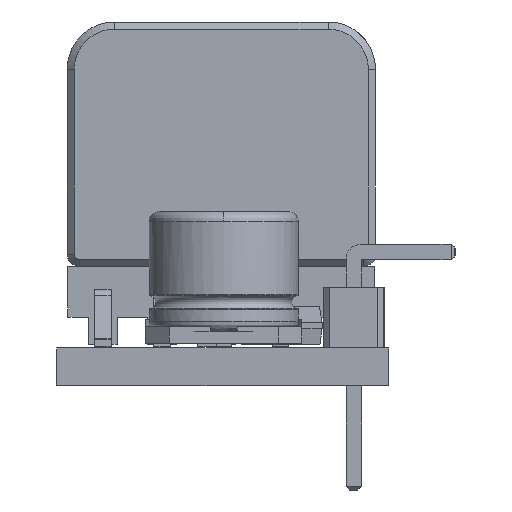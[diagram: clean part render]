
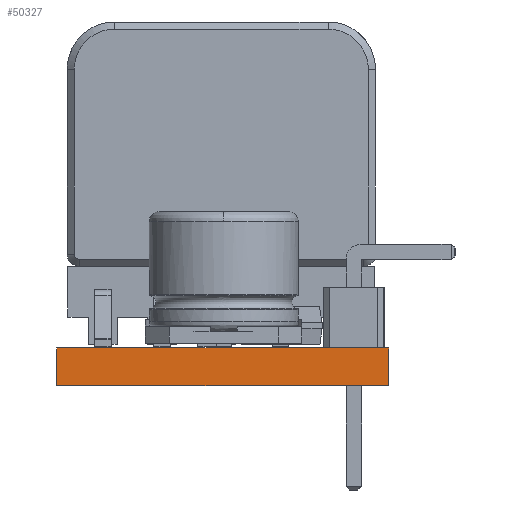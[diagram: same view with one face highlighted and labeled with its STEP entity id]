
A CAD part, left-side view. The second image highlights one B-rep face of the part: STEP entity #50327.
In plain terms, the highlighted planar face has unit normal (-1, 0, 0).
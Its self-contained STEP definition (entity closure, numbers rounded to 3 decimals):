
#50327 = ADVANCED_FACE('',(#50328),#50342,.T.);
#50328 = FACE_BOUND('',#50329,.T.);
#50329 = EDGE_LOOP('',(#50330,#50365,#50393,#50421));
#50330 = ORIENTED_EDGE('',*,*,#50331,.T.);
#50331 = EDGE_CURVE('',#50332,#50334,#50336,.T.);
#50332 = VERTEX_POINT('',#50333);
#50333 = CARTESIAN_POINT('',(0.,-14.,0.));
#50334 = VERTEX_POINT('',#50335);
#50335 = CARTESIAN_POINT('',(0.,-14.,1.6));
#50336 = SURFACE_CURVE('',#50337,(#50341,#50353),.PCURVE_S1.);
#50337 = LINE('',#50338,#50339);
#50338 = CARTESIAN_POINT('',(0.,-14.,0.));
#50339 = VECTOR('',#50340,1.);
#50340 = DIRECTION('',(0.,0.,1.));
#50341 = PCURVE('',#50342,#50347);
#50342 = PLANE('',#50343);
#50343 = AXIS2_PLACEMENT_3D('',#50344,#50345,#50346);
#50344 = CARTESIAN_POINT('',(0.,-14.,0.));
#50345 = DIRECTION('',(-1.,0.,0.));
#50346 = DIRECTION('',(0.,1.,0.));
#50347 = DEFINITIONAL_REPRESENTATION('',(#50348),#50352);
#50348 = LINE('',#50349,#50350);
#50349 = CARTESIAN_POINT('',(0.,0.));
#50350 = VECTOR('',#50351,1.);
#50351 = DIRECTION('',(0.,-1.));
#50352 = ( GEOMETRIC_REPRESENTATION_CONTEXT(2) 
PARAMETRIC_REPRESENTATION_CONTEXT() REPRESENTATION_CONTEXT('2D SPACE',''
  ) );
#50353 = PCURVE('',#50354,#50359);
#50354 = PLANE('',#50355);
#50355 = AXIS2_PLACEMENT_3D('',#50356,#50357,#50358);
#50356 = CARTESIAN_POINT('',(51.9,-14.,0.));
#50357 = DIRECTION('',(0.,-1.,0.));
#50358 = DIRECTION('',(-1.,0.,0.));
#50359 = DEFINITIONAL_REPRESENTATION('',(#50360),#50364);
#50360 = LINE('',#50361,#50362);
#50361 = CARTESIAN_POINT('',(51.9,0.));
#50362 = VECTOR('',#50363,1.);
#50363 = DIRECTION('',(0.,-1.));
#50364 = ( GEOMETRIC_REPRESENTATION_CONTEXT(2) 
PARAMETRIC_REPRESENTATION_CONTEXT() REPRESENTATION_CONTEXT('2D SPACE',''
  ) );
#50365 = ORIENTED_EDGE('',*,*,#50366,.T.);
#50366 = EDGE_CURVE('',#50334,#50367,#50369,.T.);
#50367 = VERTEX_POINT('',#50368);
#50368 = CARTESIAN_POINT('',(0.,0.,1.6));
#50369 = SURFACE_CURVE('',#50370,(#50374,#50381),.PCURVE_S1.);
#50370 = LINE('',#50371,#50372);
#50371 = CARTESIAN_POINT('',(0.,-14.,1.6));
#50372 = VECTOR('',#50373,1.);
#50373 = DIRECTION('',(0.,1.,0.));
#50374 = PCURVE('',#50342,#50375);
#50375 = DEFINITIONAL_REPRESENTATION('',(#50376),#50380);
#50376 = LINE('',#50377,#50378);
#50377 = CARTESIAN_POINT('',(0.,-1.6));
#50378 = VECTOR('',#50379,1.);
#50379 = DIRECTION('',(1.,0.));
#50380 = ( GEOMETRIC_REPRESENTATION_CONTEXT(2) 
PARAMETRIC_REPRESENTATION_CONTEXT() REPRESENTATION_CONTEXT('2D SPACE',''
  ) );
#50381 = PCURVE('',#50382,#50387);
#50382 = PLANE('',#50383);
#50383 = AXIS2_PLACEMENT_3D('',#50384,#50385,#50386);
#50384 = CARTESIAN_POINT('',(25.95,-7.,1.6));
#50385 = DIRECTION('',(-0.,-0.,-1.));
#50386 = DIRECTION('',(-1.,0.,0.));
#50387 = DEFINITIONAL_REPRESENTATION('',(#50388),#50392);
#50388 = LINE('',#50389,#50390);
#50389 = CARTESIAN_POINT('',(25.95,-7.));
#50390 = VECTOR('',#50391,1.);
#50391 = DIRECTION('',(0.,1.));
#50392 = ( GEOMETRIC_REPRESENTATION_CONTEXT(2) 
PARAMETRIC_REPRESENTATION_CONTEXT() REPRESENTATION_CONTEXT('2D SPACE',''
  ) );
#50393 = ORIENTED_EDGE('',*,*,#50394,.F.);
#50394 = EDGE_CURVE('',#50395,#50367,#50397,.T.);
#50395 = VERTEX_POINT('',#50396);
#50396 = CARTESIAN_POINT('',(0.,-0.,0.));
#50397 = SURFACE_CURVE('',#50398,(#50402,#50409),.PCURVE_S1.);
#50398 = LINE('',#50399,#50400);
#50399 = CARTESIAN_POINT('',(0.,-0.,0.));
#50400 = VECTOR('',#50401,1.);
#50401 = DIRECTION('',(0.,0.,1.));
#50402 = PCURVE('',#50342,#50403);
#50403 = DEFINITIONAL_REPRESENTATION('',(#50404),#50408);
#50404 = LINE('',#50405,#50406);
#50405 = CARTESIAN_POINT('',(14.,0.));
#50406 = VECTOR('',#50407,1.);
#50407 = DIRECTION('',(0.,-1.));
#50408 = ( GEOMETRIC_REPRESENTATION_CONTEXT(2) 
PARAMETRIC_REPRESENTATION_CONTEXT() REPRESENTATION_CONTEXT('2D SPACE',''
  ) );
#50409 = PCURVE('',#50410,#50415);
#50410 = PLANE('',#50411);
#50411 = AXIS2_PLACEMENT_3D('',#50412,#50413,#50414);
#50412 = CARTESIAN_POINT('',(0.,0.,0.));
#50413 = DIRECTION('',(0.,1.,0.));
#50414 = DIRECTION('',(1.,0.,0.));
#50415 = DEFINITIONAL_REPRESENTATION('',(#50416),#50420);
#50416 = LINE('',#50417,#50418);
#50417 = CARTESIAN_POINT('',(0.,0.));
#50418 = VECTOR('',#50419,1.);
#50419 = DIRECTION('',(0.,-1.));
#50420 = ( GEOMETRIC_REPRESENTATION_CONTEXT(2) 
PARAMETRIC_REPRESENTATION_CONTEXT() REPRESENTATION_CONTEXT('2D SPACE',''
  ) );
#50421 = ORIENTED_EDGE('',*,*,#50422,.F.);
#50422 = EDGE_CURVE('',#50332,#50395,#50423,.T.);
#50423 = SURFACE_CURVE('',#50424,(#50428,#50435),.PCURVE_S1.);
#50424 = LINE('',#50425,#50426);
#50425 = CARTESIAN_POINT('',(0.,-14.,0.));
#50426 = VECTOR('',#50427,1.);
#50427 = DIRECTION('',(0.,1.,0.));
#50428 = PCURVE('',#50342,#50429);
#50429 = DEFINITIONAL_REPRESENTATION('',(#50430),#50434);
#50430 = LINE('',#50431,#50432);
#50431 = CARTESIAN_POINT('',(0.,0.));
#50432 = VECTOR('',#50433,1.);
#50433 = DIRECTION('',(1.,0.));
#50434 = ( GEOMETRIC_REPRESENTATION_CONTEXT(2) 
PARAMETRIC_REPRESENTATION_CONTEXT() REPRESENTATION_CONTEXT('2D SPACE',''
  ) );
#50435 = PCURVE('',#50436,#50441);
#50436 = PLANE('',#50437);
#50437 = AXIS2_PLACEMENT_3D('',#50438,#50439,#50440);
#50438 = CARTESIAN_POINT('',(25.95,-7.,0.));
#50439 = DIRECTION('',(-0.,-0.,-1.));
#50440 = DIRECTION('',(-1.,0.,0.));
#50441 = DEFINITIONAL_REPRESENTATION('',(#50442),#50446);
#50442 = LINE('',#50443,#50444);
#50443 = CARTESIAN_POINT('',(25.95,-7.));
#50444 = VECTOR('',#50445,1.);
#50445 = DIRECTION('',(0.,1.));
#50446 = ( GEOMETRIC_REPRESENTATION_CONTEXT(2) 
PARAMETRIC_REPRESENTATION_CONTEXT() REPRESENTATION_CONTEXT('2D SPACE',''
  ) );
